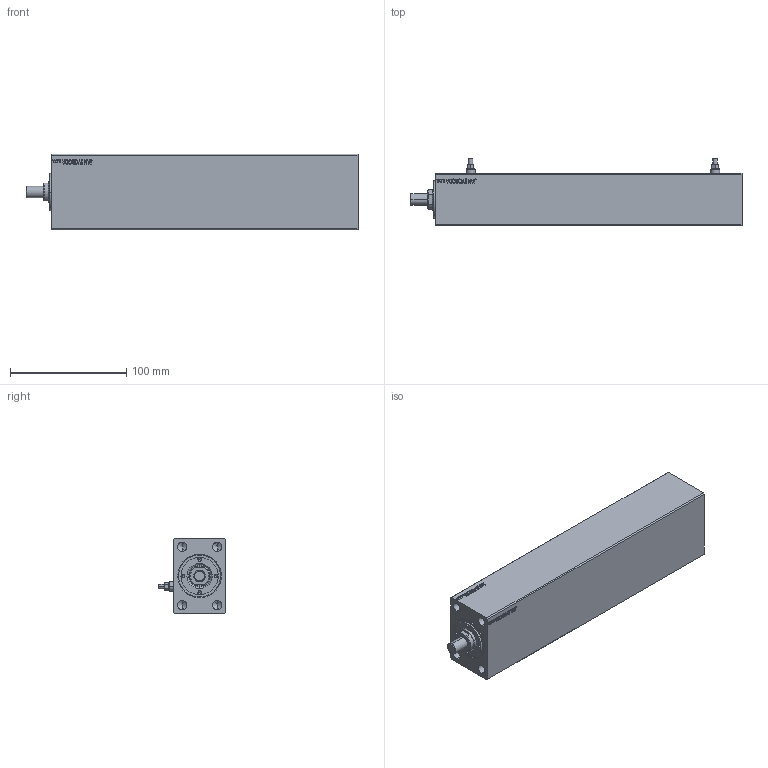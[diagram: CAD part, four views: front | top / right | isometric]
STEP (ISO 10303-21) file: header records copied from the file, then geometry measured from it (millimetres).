
FILE_DESCRIPTION (( 'STEP AP203' ), '1' );
FILE_NAME ('0ed7.STEP', '2025-07-16T06:59:08', ( '' ), ( '' ), 'SwSTEP 2.0', 'SolidWorks 2019', '' );
FILE_SCHEMA (( 'CONFIG_CONTROL_DESIGN' ));
Length unit declared in the file: millimetre
Products named in the file (6): V500CZ_SMALL_MALE_METRIC dd9644d5ac02e9b825ec9b35c80f1481; 0ed7; V500CZ_B_VC dd9644d5ac02e9b825ec9b35c80f1481; V500CZ dd9644d5ac02e9b825ec9b35c80f1481; V500CZ_VNIT豊蚠攘ST dd9644d5ac02e9b825ec9b35c80f1481; Zatka_Cushioning3 dd9644d5ac02e9b825ec9b35c80f1481
Assembly tree (6 placements, depth 2):
  0ed7
    V500CZ dd9644d5ac02e9b825ec9b35c80f1481
    V500CZ_VNIT豊蚠攘ST dd9644d5ac02e9b825ec9b35c80f1481
    V500CZ_SMALL_MALE_METRIC dd9644d5ac02e9b825ec9b35c80f1481
    V500CZ_B_VC dd9644d5ac02e9b825ec9b35c80f1481
    Zatka_Cushioning3 dd9644d5ac02e9b825ec9b35c80f1481  x2
Bounding box: 285 x 58 x 65 mm (x, y, z)
Volume: 713766.8 mm3; surface area: 110727.6 mm2
Topology: 6 solids, 6 shells, 939 faces, 2378 edges, 1550 vertices
Faces by surface type: plane 425, bspline 380, cylinder 76, cone 58
Entity records: 45460 total; most frequent: CARTESIAN_POINT 25387, ORIENTED_EDGE 4592, DIRECTION 2760, EDGE_CURVE 2296, VERTEX_POINT 1516, LINE 1354, VECTOR 1354, EDGE_LOOP 1040
